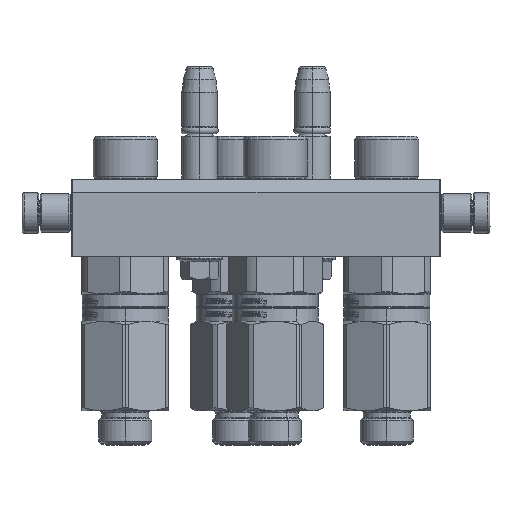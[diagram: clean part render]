
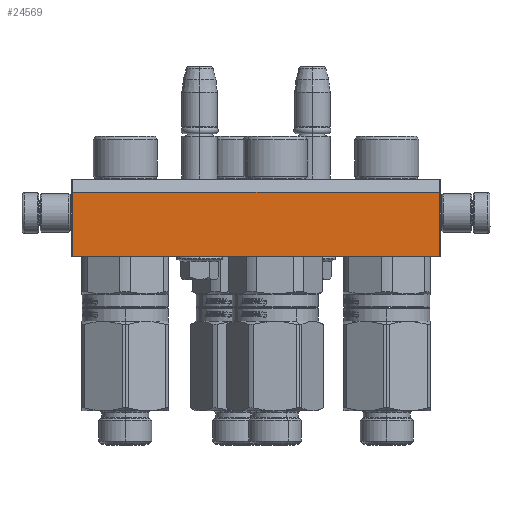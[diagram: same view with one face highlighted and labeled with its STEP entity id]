
A CAD part, left-side view. The second image highlights one B-rep face of the part: STEP entity #24569.
In plain terms, the highlighted face is planar.
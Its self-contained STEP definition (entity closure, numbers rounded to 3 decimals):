
#193 = DIRECTION ( 'NONE',  ( 0., 1., 0. ) ) ;
#771 = ORIENTED_EDGE ( 'NONE', *, *, #49040, .T. ) ;
#832 = LINE ( 'NONE', #56810, #33494 ) ;
#1910 = VERTEX_POINT ( 'NONE', #29161 ) ;
#2219 = ORIENTED_EDGE ( 'NONE', *, *, #40500, .F. ) ;
#2382 = VERTEX_POINT ( 'NONE', #47854 ) ;
#2474 = CARTESIAN_POINT ( 'NONE',  ( 143.5, 5., -90. ) ) ;
#3737 = DIRECTION ( 'NONE',  ( 0., 0., -1. ) ) ;
#6703 = FACE_OUTER_BOUND ( 'NONE', #44370, .T. ) ;
#8318 = PLANE ( 'NONE',  #36596 ) ;
#17191 = DIRECTION ( 'NONE',  ( -1., 0., 0. ) ) ;
#17774 = EDGE_CURVE ( 'NONE', #1910, #2382, #832, .T. ) ;
#18681 = VERTEX_POINT ( 'NONE', #56519 ) ;
#24569 = ADVANCED_FACE ( 'NONE', ( #6703 ), #8318, .T. ) ;
#26187 = CARTESIAN_POINT ( 'NONE',  ( 144., 0., -90. ) ) ;
#27364 = CARTESIAN_POINT ( 'NONE',  ( 0.5, 5., -90. ) ) ;
#28613 = VECTOR ( 'NONE', #44003, 1000. ) ;
#29161 = CARTESIAN_POINT ( 'NONE',  ( 143.5, 30., -90. ) ) ;
#31257 = ORIENTED_EDGE ( 'NONE', *, *, #49840, .T. ) ;
#31980 = CARTESIAN_POINT ( 'NONE',  ( 0.5, 5., -90. ) ) ;
#33494 = VECTOR ( 'NONE', #52416, 1000. ) ;
#34251 = DIRECTION ( 'NONE',  ( -1., 0., 0. ) ) ;
#34675 = LINE ( 'NONE', #31980, #44710 ) ;
#36596 = AXIS2_PLACEMENT_3D ( 'NONE', #26187, #3737, #17191 ) ;
#40500 = EDGE_CURVE ( 'NONE', #18681, #1910, #52880, .T. ) ;
#44003 = DIRECTION ( 'NONE',  ( 0., 1., 0. ) ) ;
#44370 = EDGE_LOOP ( 'NONE', ( #45040, #2219, #771, #31257 ) ) ;
#44710 = VECTOR ( 'NONE', #193, 1000. ) ;
#45040 = ORIENTED_EDGE ( 'NONE', *, *, #17774, .F. ) ;
#47854 = CARTESIAN_POINT ( 'NONE',  ( 0.5, 30., -90. ) ) ;
#47913 = VERTEX_POINT ( 'NONE', #27364 ) ;
#49040 = EDGE_CURVE ( 'NONE', #18681, #47913, #49810, .T. ) ;
#49810 = LINE ( 'NONE', #2474, #56961 ) ;
#49840 = EDGE_CURVE ( 'NONE', #47913, #2382, #34675, .T. ) ;
#52416 = DIRECTION ( 'NONE',  ( -1., 0., 0. ) ) ;
#52880 = LINE ( 'NONE', #53807, #28613 ) ;
#53807 = CARTESIAN_POINT ( 'NONE',  ( 143.5, 5., -90. ) ) ;
#56519 = CARTESIAN_POINT ( 'NONE',  ( 143.5, 5., -90. ) ) ;
#56810 = CARTESIAN_POINT ( 'NONE',  ( 143.5, 30., -90. ) ) ;
#56961 = VECTOR ( 'NONE', #34251, 1000. ) ;
